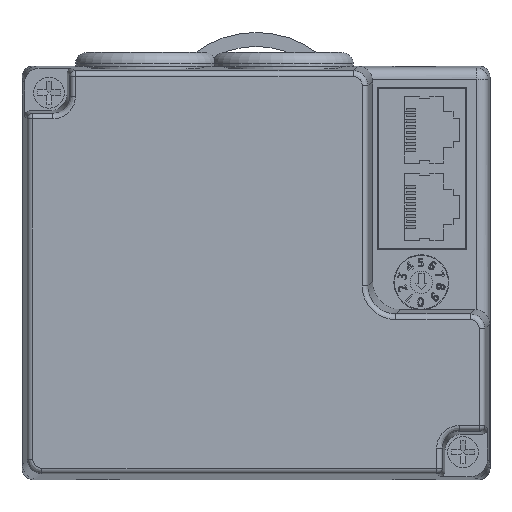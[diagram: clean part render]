
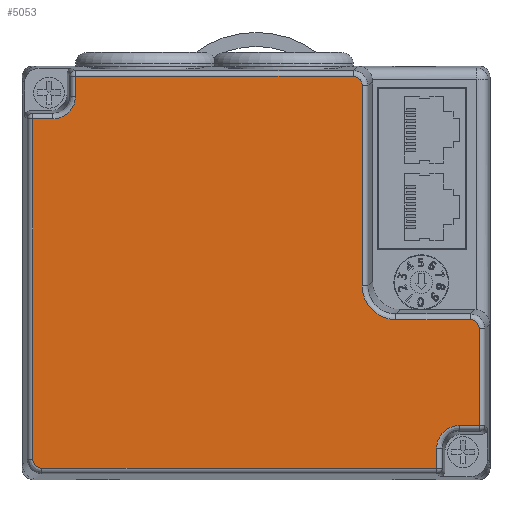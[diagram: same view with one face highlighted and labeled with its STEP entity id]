
A CAD part, top view. The second image highlights one B-rep face of the part: STEP entity #5053.
In plain terms, the highlighted planar face has unit normal (0, 0, 1).
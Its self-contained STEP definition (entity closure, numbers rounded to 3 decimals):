
#1137=B_SPLINE_CURVE_WITH_KNOTS('',3,(#76427,#76428,#76429,#76430),
 .UNSPECIFIED.,.F.,.F.,(4,4),(0.,1.),.UNSPECIFIED.);
#1138=B_SPLINE_CURVE_WITH_KNOTS('',3,(#76438,#76439,#76440,#76441),
 .UNSPECIFIED.,.F.,.F.,(4,4),(0.,1.),.UNSPECIFIED.);
#1139=B_SPLINE_CURVE_WITH_KNOTS('',3,(#76453,#76454,#76455,#76456),
 .UNSPECIFIED.,.F.,.F.,(4,4),(0.,1.),.UNSPECIFIED.);
#1236=ELLIPSE('',#43931,4.003,4.);
#1237=ELLIPSE('',#43932,6.004,6.);
#1238=ELLIPSE('',#43933,4.003,4.);
#2882=FACE_OUTER_BOUND('',#11397,.T.);
#5053=ADVANCED_FACE('',(#2882),#6739,.T.);
#6739=PLANE('',#43934);
#11397=EDGE_LOOP('',(#21950,#21951,#21952,#21953,#21954,#21955,#21956,#21957,
#21958,#21959,#21960,#21961,#21962,#21963,#21964,#21965));
#21950=ORIENTED_EDGE('',*,*,#32084,.T.);
#21951=ORIENTED_EDGE('',*,*,#32085,.T.);
#21952=ORIENTED_EDGE('',*,*,#32086,.T.);
#21953=ORIENTED_EDGE('',*,*,#32087,.T.);
#21954=ORIENTED_EDGE('',*,*,#32088,.T.);
#21955=ORIENTED_EDGE('',*,*,#32089,.T.);
#21956=ORIENTED_EDGE('',*,*,#32090,.T.);
#21957=ORIENTED_EDGE('',*,*,#32091,.T.);
#21958=ORIENTED_EDGE('',*,*,#32092,.T.);
#21959=ORIENTED_EDGE('',*,*,#32093,.T.);
#21960=ORIENTED_EDGE('',*,*,#32094,.T.);
#21961=ORIENTED_EDGE('',*,*,#32095,.T.);
#21962=ORIENTED_EDGE('',*,*,#32096,.T.);
#21963=ORIENTED_EDGE('',*,*,#32097,.T.);
#21964=ORIENTED_EDGE('',*,*,#32098,.T.);
#21965=ORIENTED_EDGE('',*,*,#32099,.T.);
#26594=VERTEX_POINT('',#76417);
#26595=VERTEX_POINT('',#76418);
#26596=VERTEX_POINT('',#76420);
#26597=VERTEX_POINT('',#76422);
#26598=VERTEX_POINT('',#76424);
#26599=VERTEX_POINT('',#76426);
#26600=VERTEX_POINT('',#76431);
#26601=VERTEX_POINT('',#76433);
#26602=VERTEX_POINT('',#76435);
#26603=VERTEX_POINT('',#76437);
#26604=VERTEX_POINT('',#76442);
#26605=VERTEX_POINT('',#76444);
#26606=VERTEX_POINT('',#76446);
#26607=VERTEX_POINT('',#76448);
#26608=VERTEX_POINT('',#76450);
#26609=VERTEX_POINT('',#76452);
#32084=EDGE_CURVE('',#26594,#26595,#36577,.T.);
#32085=EDGE_CURVE('',#26595,#26596,#36578,.T.);
#32086=EDGE_CURVE('',#26596,#26597,#1236,.T.);
#32087=EDGE_CURVE('',#26597,#26598,#36579,.T.);
#32088=EDGE_CURVE('',#26598,#26599,#36580,.T.);
#32089=EDGE_CURVE('',#26599,#26600,#1137,.T.);
#32090=EDGE_CURVE('',#26600,#26601,#36581,.T.);
#32091=EDGE_CURVE('',#26601,#26602,#1237,.T.);
#32092=EDGE_CURVE('',#26602,#26603,#36582,.T.);
#32093=EDGE_CURVE('',#26603,#26604,#1138,.T.);
#32094=EDGE_CURVE('',#26604,#26605,#36583,.T.);
#32095=EDGE_CURVE('',#26605,#26606,#36584,.T.);
#32096=EDGE_CURVE('',#26606,#26607,#1238,.T.);
#32097=EDGE_CURVE('',#26607,#26608,#36585,.T.);
#32098=EDGE_CURVE('',#26608,#26609,#36586,.T.);
#32099=EDGE_CURVE('',#26609,#26594,#1139,.T.);
#36577=LINE('',#76416,#40956);
#36578=LINE('',#76419,#40957);
#36579=LINE('',#76423,#40958);
#36580=LINE('',#76425,#40959);
#36581=LINE('',#76432,#40960);
#36582=LINE('',#76436,#40961);
#36583=LINE('',#76443,#40962);
#36584=LINE('',#76445,#40963);
#36585=LINE('',#76449,#40964);
#36586=LINE('',#76451,#40965);
#40956=VECTOR('',#53784,1.);
#40957=VECTOR('',#53785,1.);
#40958=VECTOR('',#53788,1.);
#40959=VECTOR('',#53789,1.);
#40960=VECTOR('',#53790,1.);
#40961=VECTOR('',#53793,1.);
#40962=VECTOR('',#53794,1.);
#40963=VECTOR('',#53795,1.);
#40964=VECTOR('',#53798,1.);
#40965=VECTOR('',#53799,1.);
#43931=AXIS2_PLACEMENT_3D('',#76421,#53786,#53787);
#43932=AXIS2_PLACEMENT_3D('',#76434,#53791,#53792);
#43933=AXIS2_PLACEMENT_3D('',#76447,#53796,#53797);
#43934=AXIS2_PLACEMENT_3D('',#76457,#53800,#53801);
#53784=DIRECTION('',(1.,0.,0.));
#53785=DIRECTION('',(0.,1.,0.));
#53786=DIRECTION('',(0.,0.,-1.));
#53787=DIRECTION('',(-0.707,0.707,0.));
#53788=DIRECTION('',(1.,0.,0.));
#53789=DIRECTION('',(0.,1.,0.));
#53790=DIRECTION('',(-1.,0.,0.));
#53791=DIRECTION('',(0.,0.,-1.));
#53792=DIRECTION('',(-0.707,-0.707,0.));
#53793=DIRECTION('',(0.,1.,0.));
#53794=DIRECTION('',(-1.,0.,0.));
#53795=DIRECTION('',(0.,-1.,0.));
#53796=DIRECTION('',(0.,0.,-1.));
#53797=DIRECTION('',(0.707,-0.707,0.));
#53798=DIRECTION('',(-1.,0.,0.));
#53799=DIRECTION('',(0.,-1.,0.));
#53800=DIRECTION('',(0.,0.,1.));
#53801=DIRECTION('',(1.,0.,0.));
#76416=CARTESIAN_POINT('',(-916.994,5.77,-5.52));
#76417=CARTESIAN_POINT('',(-934.69,5.77,-5.52));
#76418=CARTESIAN_POINT('',(-864.304,5.77,-5.52));
#76419=CARTESIAN_POINT('',(-864.304,39.686,-5.52));
#76420=CARTESIAN_POINT('',(-864.304,9.348,-5.52));
#76421=CARTESIAN_POINT('',(-860.303,9.345,-5.52));
#76422=CARTESIAN_POINT('',(-860.305,13.347,-5.52));
#76423=CARTESIAN_POINT('',(-916.994,13.347,-5.52));
#76424=CARTESIAN_POINT('',(-856.732,13.347,-5.52));
#76425=CARTESIAN_POINT('',(-856.732,39.686,-5.52));
#76426=CARTESIAN_POINT('',(-856.732,30.658,-5.52));
#76427=CARTESIAN_POINT('',(-856.732,30.658,-5.52));
#76428=CARTESIAN_POINT('',(-856.733,31.507,-5.52));
#76429=CARTESIAN_POINT('',(-857.481,32.257,-5.52));
#76430=CARTESIAN_POINT('',(-858.332,32.257,-5.52));
#76431=CARTESIAN_POINT('',(-858.332,32.257,-5.52));
#76432=CARTESIAN_POINT('',(-916.994,32.257,-5.52));
#76433=CARTESIAN_POINT('',(-871.579,32.257,-5.52));
#76434=CARTESIAN_POINT('',(-871.574,38.259,-5.52));
#76435=CARTESIAN_POINT('',(-877.576,38.255,-5.52));
#76436=CARTESIAN_POINT('',(-877.576,39.686,-5.52));
#76437=CARTESIAN_POINT('',(-877.576,74.002,-5.52));
#76438=CARTESIAN_POINT('',(-877.576,74.002,-5.52));
#76439=CARTESIAN_POINT('',(-877.577,74.852,-5.52));
#76440=CARTESIAN_POINT('',(-878.325,75.601,-5.52));
#76441=CARTESIAN_POINT('',(-879.176,75.602,-5.52));
#76442=CARTESIAN_POINT('',(-879.176,75.602,-5.52));
#76443=CARTESIAN_POINT('',(-916.994,75.602,-5.52));
#76444=CARTESIAN_POINT('',(-928.717,75.602,-5.52));
#76445=CARTESIAN_POINT('',(-928.717,39.686,-5.52));
#76446=CARTESIAN_POINT('',(-928.717,72.023,-5.52));
#76447=CARTESIAN_POINT('',(-932.719,72.026,-5.52));
#76448=CARTESIAN_POINT('',(-932.716,68.025,-5.52));
#76449=CARTESIAN_POINT('',(-916.994,68.025,-5.52));
#76450=CARTESIAN_POINT('',(-936.289,68.025,-5.52));
#76451=CARTESIAN_POINT('',(-936.289,39.686,-5.52));
#76452=CARTESIAN_POINT('',(-936.289,7.369,-5.52));
#76453=CARTESIAN_POINT('',(-936.289,7.369,-5.52));
#76454=CARTESIAN_POINT('',(-936.289,6.52,-5.52));
#76455=CARTESIAN_POINT('',(-935.541,5.77,-5.52));
#76456=CARTESIAN_POINT('',(-934.69,5.77,-5.52));
#76457=CARTESIAN_POINT('',(-916.994,39.686,-5.52));
